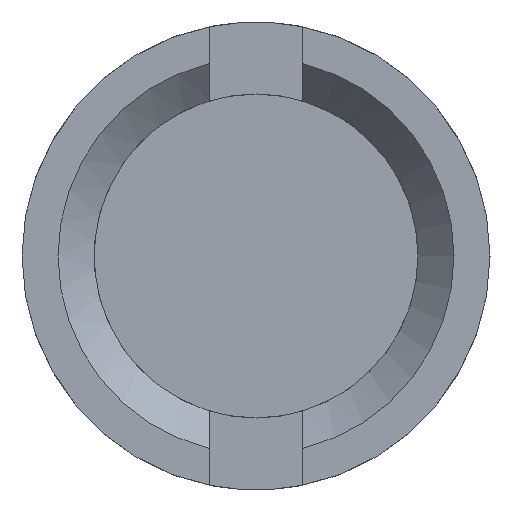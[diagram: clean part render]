
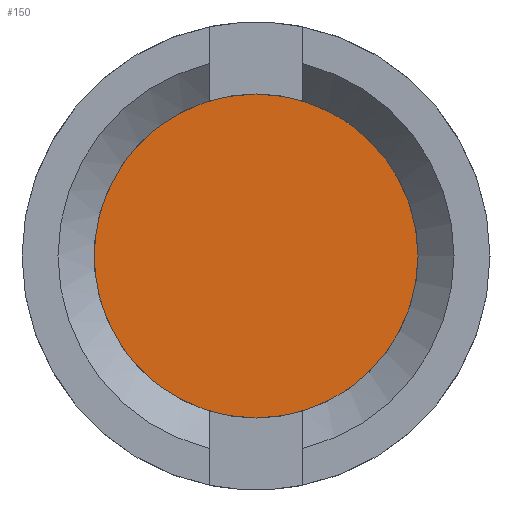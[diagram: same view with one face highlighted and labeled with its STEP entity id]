
A CAD part, front view. The second image highlights one B-rep face of the part: STEP entity #150.
In plain terms, the highlighted planar face has unit normal (0, -1, 0).
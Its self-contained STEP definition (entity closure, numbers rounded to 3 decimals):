
#150=ADVANCED_FACE('',(#179),#168,.T.);
#168=PLANE('',#367);
#179=FACE_OUTER_BOUND('',#191,.T.);
#191=EDGE_LOOP('',(#215));
#215=ORIENTED_EDGE('',*,*,#313,.T.);
#287=VERTEX_POINT('',#488);
#313=EDGE_CURVE('',#287,#287,#349,.T.);
#349=CIRCLE('',#366,2.25);
#366=AXIS2_PLACEMENT_3D('',#487,#402,#403);
#367=AXIS2_PLACEMENT_3D('',#489,#404,#405);
#402=DIRECTION('',(0.,-1.,0.));
#403=DIRECTION('',(1.,0.,0.));
#404=DIRECTION('',(0.,-1.,0.));
#405=DIRECTION('',(1.,0.,0.));
#487=CARTESIAN_POINT('',(-9.16,-20.219,0.));
#488=CARTESIAN_POINT('',(-6.91,-20.219,0.));
#489=CARTESIAN_POINT('',(-9.16,-20.219,0.));
